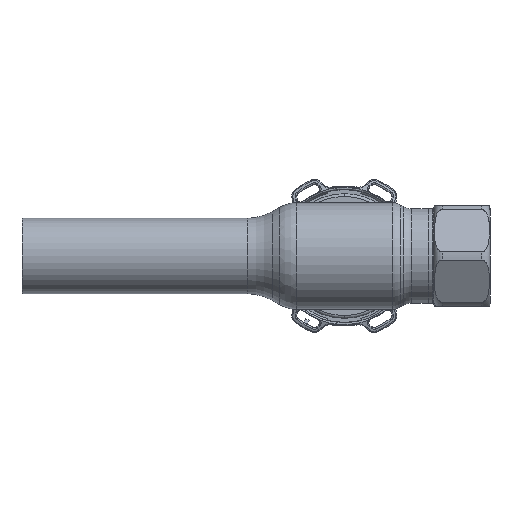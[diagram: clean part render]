
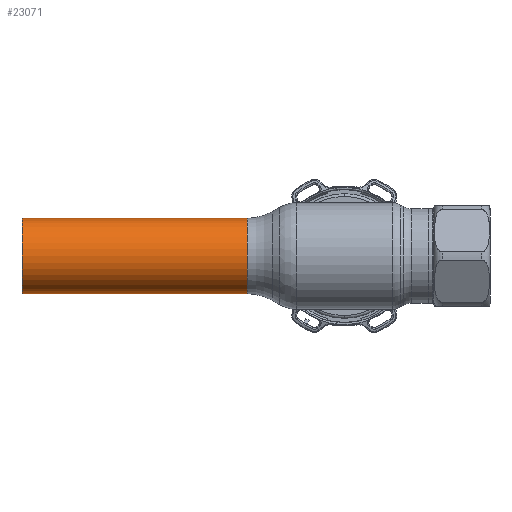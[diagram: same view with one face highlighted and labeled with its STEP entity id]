
A CAD part, front view. The second image highlights one B-rep face of the part: STEP entity #23071.
In plain terms, the highlighted cylindrical face has radius 13.45 mm (diameter 26.9 mm), a partial arc.
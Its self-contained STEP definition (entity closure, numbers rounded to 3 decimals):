
#1477 = DIRECTION ( 'NONE',  ( -1., 0., 0. ) ) ;
#2712 = VERTEX_POINT ( 'NONE', #20949 ) ;
#5072 = DIRECTION ( 'NONE',  ( -1., 0., 0. ) ) ;
#5185 = DIRECTION ( 'NONE',  ( 0., 0., 1. ) ) ;
#5585 = DIRECTION ( 'NONE',  ( 0., 0., 1. ) ) ;
#6429 = CARTESIAN_POINT ( 'NONE',  ( -62.69, 0., -13.45 ) ) ;
#10352 = DIRECTION ( 'NONE',  ( -1., 0., 0. ) ) ;
#10720 = EDGE_CURVE ( 'NONE', #2712, #12931, #14585, .T. ) ;
#10748 = AXIS2_PLACEMENT_3D ( 'NONE', #27726, #25292, #20086 ) ;
#10890 = VERTEX_POINT ( 'NONE', #20968 ) ;
#12404 = EDGE_CURVE ( 'NONE', #2712, #21172, #27868, .T. ) ;
#12778 = ORIENTED_EDGE ( 'NONE', *, *, #21895, .T. ) ;
#12931 = VERTEX_POINT ( 'NONE', #23090 ) ;
#13247 = AXIS2_PLACEMENT_3D ( 'NONE', #18278, #10352, #5185 ) ;
#14465 = CARTESIAN_POINT ( 'NONE',  ( -62.69, 0., 13.45 ) ) ;
#14585 = CIRCLE ( 'NONE', #10748, 13.45 ) ;
#15075 = CARTESIAN_POINT ( 'NONE',  ( -115., 0., 0. ) ) ;
#15174 = CYLINDRICAL_SURFACE ( 'NONE', #13247, 13.45 ) ;
#16474 = VECTOR ( 'NONE', #1477, 1000. ) ;
#17042 = AXIS2_PLACEMENT_3D ( 'NONE', #15075, #5072, #5585 ) ;
#18278 = CARTESIAN_POINT ( 'NONE',  ( -62.69, 0., 0. ) ) ;
#18965 = ORIENTED_EDGE ( 'NONE', *, *, #10720, .T. ) ;
#20086 = DIRECTION ( 'NONE',  ( 0., 0., 1. ) ) ;
#20949 = CARTESIAN_POINT ( 'NONE',  ( -34.686, 0., -13.45 ) ) ;
#20968 = CARTESIAN_POINT ( 'NONE',  ( -115., 0., 13.45 ) ) ;
#21172 = VERTEX_POINT ( 'NONE', #34229 ) ;
#21895 = EDGE_CURVE ( 'NONE', #12931, #10890, #27109, .T. ) ;
#23071 = ADVANCED_FACE ( 'NONE', ( #31280 ), #15174, .T. ) ;
#23090 = CARTESIAN_POINT ( 'NONE',  ( -34.686, 0., 13.45 ) ) ;
#24229 = CIRCLE ( 'NONE', #17042, 13.45 ) ;
#25087 = DIRECTION ( 'NONE',  ( -1., 0., 0. ) ) ;
#25292 = DIRECTION ( 'NONE',  ( -1., 0., 0. ) ) ;
#26688 = ORIENTED_EDGE ( 'NONE', *, *, #12404, .F. ) ;
#27109 = LINE ( 'NONE', #14465, #16474 ) ;
#27726 = CARTESIAN_POINT ( 'NONE',  ( -34.686, 0., 0. ) ) ;
#27868 = LINE ( 'NONE', #6429, #33441 ) ;
#31101 = EDGE_LOOP ( 'NONE', ( #26688, #18965, #12778, #31725 ) ) ;
#31280 = FACE_OUTER_BOUND ( 'NONE', #31101, .T. ) ;
#31725 = ORIENTED_EDGE ( 'NONE', *, *, #32122, .F. ) ;
#32122 = EDGE_CURVE ( 'NONE', #21172, #10890, #24229, .T. ) ;
#33441 = VECTOR ( 'NONE', #25087, 1000. ) ;
#34229 = CARTESIAN_POINT ( 'NONE',  ( -115., 0., -13.45 ) ) ;
